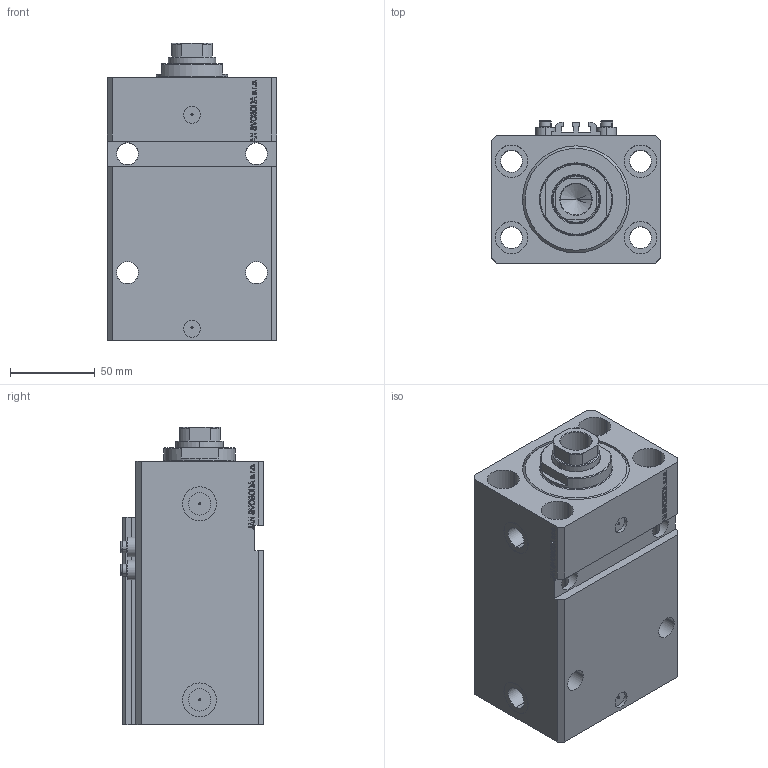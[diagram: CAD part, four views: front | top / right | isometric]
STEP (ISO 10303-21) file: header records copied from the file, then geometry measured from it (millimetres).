
FILE_DESCRIPTION (( 'STEP AP203' ), '1' );
FILE_NAME ('4276.STEP', '2023-10-07T18:42:38', ( '' ), ( '' ), 'SwSTEP 2.0', 'SolidWorks 2019', '' );
FILE_SCHEMA (( 'CONFIG_CONTROL_DESIGN' ));
Length unit declared in the file: millimetre
Products named in the file (5): 4276; V250CE_VC_E 06e36f627bc3112c6e467f60ca00466d; V250CE_E_Body 06e36f627bc3112c6e467f60ca00466d; ALLEN BOLT V250CE 06e36f627bc3112c6e467f60ca00466d; V250CE_C_VCP 06e36f627bc3112c6e467f60ca00466d
Assembly tree (7 placements, depth 2):
  4276
    V250CE_E_Body 06e36f627bc3112c6e467f60ca00466d
    ALLEN BOLT V250CE 06e36f627bc3112c6e467f60ca00466d  x4
    V250CE_C_VCP 06e36f627bc3112c6e467f60ca00466d
    V250CE_VC_E 06e36f627bc3112c6e467f60ca00466d
Bounding box: 100 x 84 x 175 mm (x, y, z)
Volume: 937069.2 mm3; surface area: 177091.1 mm2
Topology: 8 solids, 8 shells, 1124 faces, 2818 edges, 1819 vertices
Faces by surface type: plane 539, bspline 357, cylinder 158, cone 56, torus 14
Entity records: 48714 total; most frequent: CARTESIAN_POINT 25171, ORIENTED_EDGE 5326, DIRECTION 3537, EDGE_CURVE 2663, VERTEX_POINT 1735, VECTOR 1623, LINE 1623, EDGE_LOOP 1192
